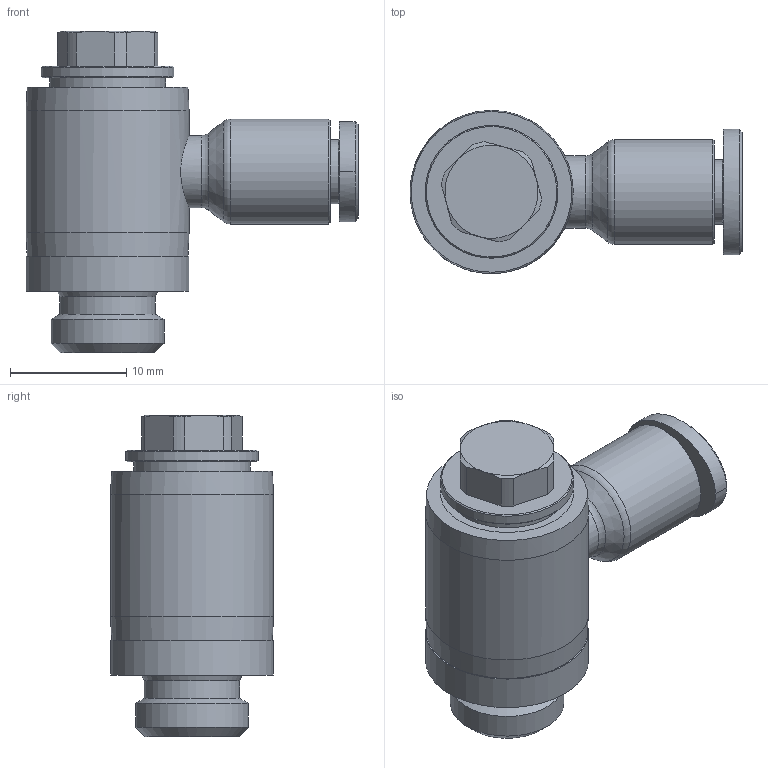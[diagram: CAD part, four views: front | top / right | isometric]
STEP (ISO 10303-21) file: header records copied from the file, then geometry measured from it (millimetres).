
FILE_DESCRIPTION(/* description */ (''),/* implementation_level */ '2;1');
FILE_NAME(/* name */ 'iqslv_184_g.stp',/* time_stamp */ '2021-08-10T14:00:44+02:00',/* author */ ('leitheußer'),/* organization */ (''),/* preprocessor_version */ 'ST-DEVELOPER v16.13',/* originating_system */ 'Autodesk Inventor LT',/* authorisation */ '');
FILE_SCHEMA (('AUTOMOTIVE_DESIGN { 1 0 10303 214 3 1 1 }'));
Length unit declared in the file: millimetre
Products named in the file (1): GPH_04G01(3D)
Bounding box: 28.5 x 14 x 27.6 mm (x, y, z)
Volume: 5414.8 mm3; surface area: 3376.2 mm2
Topology: 4 solids, 4 shells, 420 faces, 1156 edges, 766 vertices
Faces by surface type: plane 348, cylinder 28, bspline 24, cone 18, torus 2
Full cylindrical faces by diameter (mm): 4.2 x1, 5.5 x1, 6.2 x1, 8.2 x1, 9 x1, 9.73 x1, 10 x1, 11.4 x2, 14 x2
Entity records: 13724 total; most frequent: CARTESIAN_POINT 3148, ORIENTED_EDGE 2248, DIRECTION 2019, EDGE_CURVE 1124, LINE 989, VECTOR 989, VERTEX_POINT 759, AXIS2_PLACEMENT_3D 515
